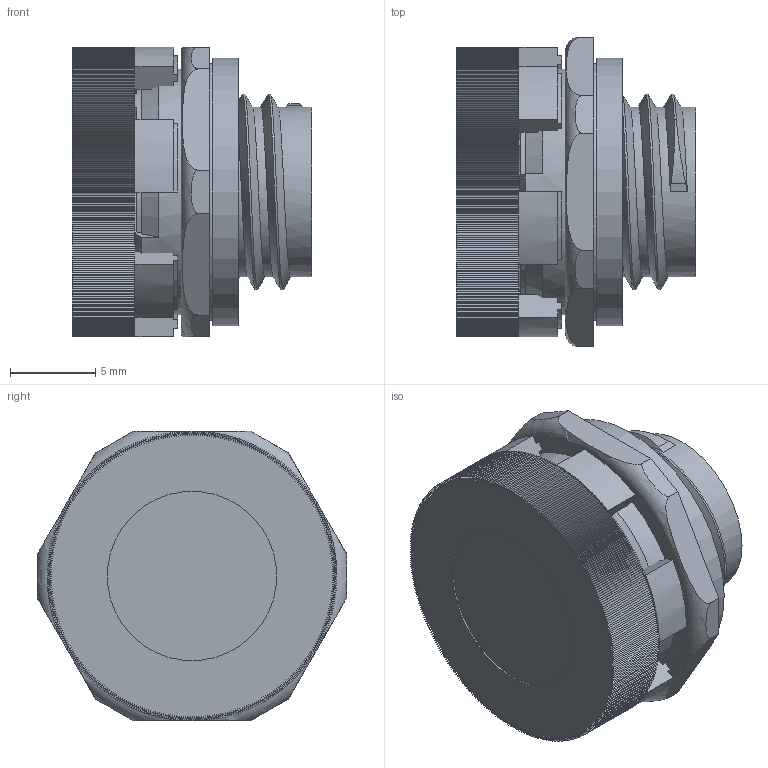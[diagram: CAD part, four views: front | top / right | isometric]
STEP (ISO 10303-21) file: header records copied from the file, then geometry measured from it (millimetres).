
FILE_DESCRIPTION(/* description */ ('DAE Kunststoff'),/* implementation_level */ '2;1');
FILE_NAME(/* name */ '13086512-RST.stp',/* time_stamp */ '2021-12-16T14:40:42+01:00',/* author */ ('sl'),/* organization */ (''),/* preprocessor_version */ 'ST-DEVELOPER v16.5',/* originating_system */ 'Autodesk Inventor 2017',/* authorisation */ '');
FILE_SCHEMA (('AUTOMOTIVE_DESIGN { 1 0 10303 214 3 1 1 }'));
Length unit declared in the file: millimetre
Products named in the file (6): 13086512-RST; DAE-01-BT-0001-13086512; DAE-01-BT-0003-11087512; DAE-01-BT-0004-13087512; DAE-01-BT-0002-13087512; DAE-01-BT-0005-11087512
Assembly tree (5 placements, depth 2):
  13086512-RST
    DAE-01-BT-0001-13086512
    DAE-01-BT-0003-11087512
    DAE-01-BT-0004-13087512
    DAE-01-BT-0002-13087512
    DAE-01-BT-0005-11087512
Bounding box: 14.06 x 18.15 x 17 mm (x, y, z)
Volume: 1601.7 mm3; surface area: 3585.1 mm2
Topology: 5 solids, 5 shells, 959 faces, 2822 edges, 1876 vertices
Faces by surface type: plane 906, cylinder 40, cone 6, torus 5, bspline 2
Full cylindrical faces by diameter (mm): 7 x1, 8 x2, 8.15 x1, 9.64 x1, 9.94 x1, 9.97 x3, 10.48 x1, 12.43 x1, 12.47 x1, 12.9 x1, 13.94 x1, 14.4 x1, 15.68 x1
Entity records: 32335 total; most frequent: CARTESIAN_POINT 6680, ORIENTED_EDGE 5574, DIRECTION 4816, EDGE_CURVE 2787, LINE 2642, VECTOR 2642, VERTEX_POINT 1863, AXIS2_PLACEMENT_3D 1087
